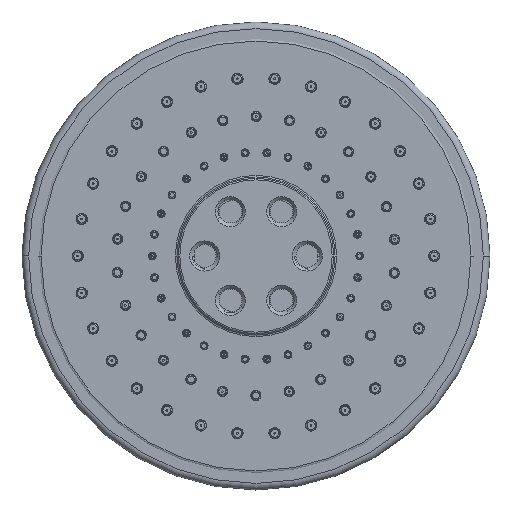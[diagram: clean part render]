
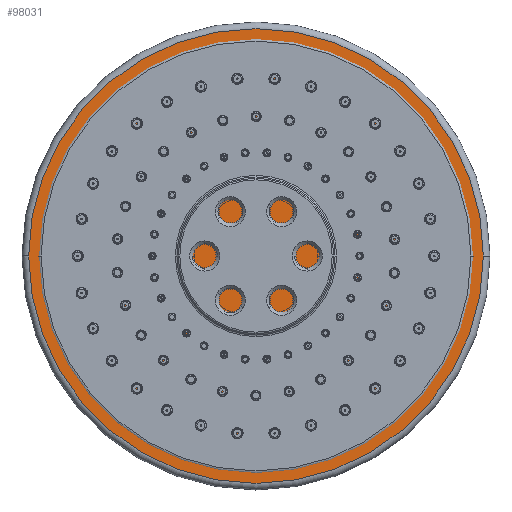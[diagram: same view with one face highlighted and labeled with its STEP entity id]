
A CAD part, front view. The second image highlights one B-rep face of the part: STEP entity #98031.
In plain terms, the highlighted planar face has unit normal (0, -1, 0).
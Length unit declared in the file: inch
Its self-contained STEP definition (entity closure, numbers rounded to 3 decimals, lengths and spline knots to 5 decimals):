
#97681=CARTESIAN_POINT('',(0.,0.,0.));
#97682=DIRECTION('',(0.,-1.,0.));
#97683=DIRECTION('',(-1.,0.,0.));
#97684=AXIS2_PLACEMENT_3D('',#97681,#97682,#97683);
#97689=CARTESIAN_POINT('',(0.,0.,0.));
#97690=DIRECTION('',(0.,-1.,0.));
#97691=DIRECTION('',(1.,0.,0.));
#97692=AXIS2_PLACEMENT_3D('',#97689,#97690,#97691);
#97759=CARTESIAN_POINT('',(-4.105,0.,0.));
#97760=CARTESIAN_POINT('',(4.105,0.,0.));
#97761=VERTEX_POINT('',#97759);
#97762=VERTEX_POINT('',#97760);
#98021=CARTESIAN_POINT('',(0.,0.,0.));
#98022=DIRECTION('',(0.,-1.,0.));
#98023=DIRECTION('',(-1.,0.,0.));
#98024=AXIS2_PLACEMENT_3D('',#98021,#98022,#98023);
#98025=PLANE('',#98024);
#98026=ORIENTED_EDGE('',*,*,#98004,.F.);
#98028=ORIENTED_EDGE('',*,*,#98027,.F.);
#98029=EDGE_LOOP('',(#98026,#98028));
#98030=FACE_OUTER_BOUND('',#98029,.F.);
#97685=CIRCLE('',#97684,4.105);
#97693=CIRCLE('',#97692,4.105);
#98004=EDGE_CURVE('',#97761,#97762,#97685,.T.);
#98027=EDGE_CURVE('',#97762,#97761,#97693,.T.);
#98031=ADVANCED_FACE('',(#98030),#98025,.T.);
